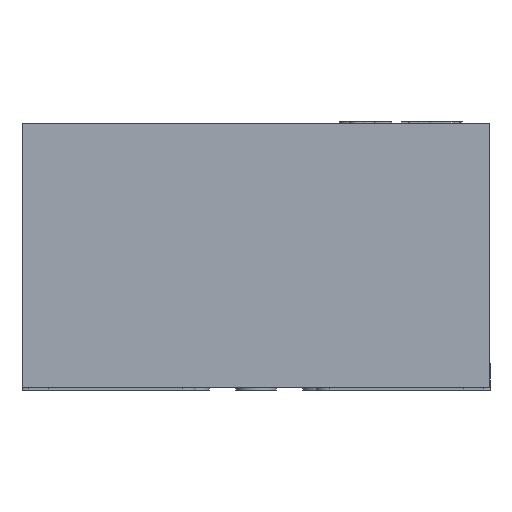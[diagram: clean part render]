
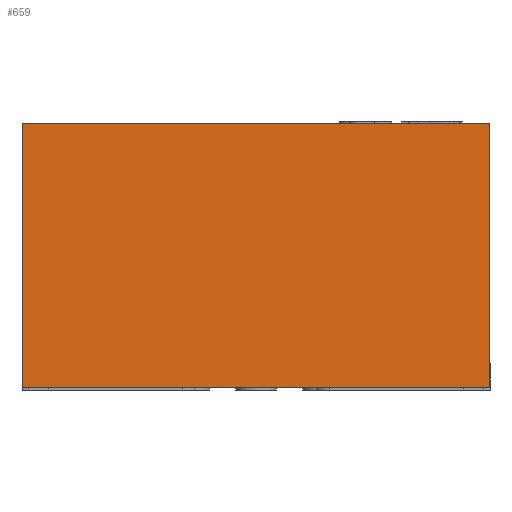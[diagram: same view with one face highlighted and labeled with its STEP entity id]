
A CAD part, front view. The second image highlights one B-rep face of the part: STEP entity #659.
In plain terms, the highlighted planar face has unit normal (0, -1, 0).
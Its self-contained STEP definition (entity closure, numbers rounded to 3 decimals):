
#188 = CARTESIAN_POINT ( 'NONE',  ( -1.75, -2.25, 1.98 ) ) ;
#659 = ADVANCED_FACE ( 'NONE', ( #18835 ), #6978, .F. ) ;
#776 = EDGE_CURVE ( 'NONE', #14388, #6190, #6115, .T. ) ;
#1022 = VECTOR ( 'NONE', #1716, 1000. ) ;
#1294 = VECTOR ( 'NONE', #13570, 1000. ) ;
#1716 = DIRECTION ( 'NONE',  ( 0., 0., -1. ) ) ;
#3030 = LINE ( 'NONE', #18037, #1022 ) ;
#3040 = LINE ( 'NONE', #188, #1294 ) ;
#3318 = VECTOR ( 'NONE', #16953, 1000. ) ;
#3594 = EDGE_LOOP ( 'NONE', ( #15903, #14619, #6388, #14616 ) ) ;
#4328 = CARTESIAN_POINT ( 'NONE',  ( -1.75, -2.25, 1.98 ) ) ;
#4715 = CARTESIAN_POINT ( 'NONE',  ( 1.75, -2.25, 0. ) ) ;
#5539 = EDGE_CURVE ( 'NONE', #14319, #13847, #18563, .T. ) ;
#6115 = LINE ( 'NONE', #11933, #6827 ) ;
#6190 = VERTEX_POINT ( 'NONE', #4715 ) ;
#6388 = ORIENTED_EDGE ( 'NONE', *, *, #5539, .F. ) ;
#6610 = CARTESIAN_POINT ( 'NONE',  ( -1.75, -2.25, 0. ) ) ;
#6827 = VECTOR ( 'NONE', #10590, 1000. ) ;
#6978 = PLANE ( 'NONE',  #18806 ) ;
#10590 = DIRECTION ( 'NONE',  ( 1., 0., 0. ) ) ;
#11303 = EDGE_CURVE ( 'NONE', #14319, #14388, #3040, .T. ) ;
#11366 = DIRECTION ( 'NONE',  ( 0., 1., 0. ) ) ;
#11933 = CARTESIAN_POINT ( 'NONE',  ( 1.75, -2.25, 0. ) ) ;
#13117 = CARTESIAN_POINT ( 'NONE',  ( 1.75, -2.25, 1.98 ) ) ;
#13570 = DIRECTION ( 'NONE',  ( 0., 0., -1. ) ) ;
#13847 = VERTEX_POINT ( 'NONE', #17494 ) ;
#14319 = VERTEX_POINT ( 'NONE', #4328 ) ;
#14388 = VERTEX_POINT ( 'NONE', #6610 ) ;
#14616 = ORIENTED_EDGE ( 'NONE', *, *, #11303, .T. ) ;
#14619 = ORIENTED_EDGE ( 'NONE', *, *, #18270, .F. ) ;
#15903 = ORIENTED_EDGE ( 'NONE', *, *, #776, .T. ) ;
#16764 = CARTESIAN_POINT ( 'NONE',  ( 1.75, -2.25, 1.98 ) ) ;
#16953 = DIRECTION ( 'NONE',  ( 1., 0., 0. ) ) ;
#17494 = CARTESIAN_POINT ( 'NONE',  ( 1.75, -2.25, 1.98 ) ) ;
#18037 = CARTESIAN_POINT ( 'NONE',  ( 1.75, -2.25, 1.98 ) ) ;
#18270 = EDGE_CURVE ( 'NONE', #13847, #6190, #3030, .T. ) ;
#18549 = DIRECTION ( 'NONE',  ( 0., 0., -1. ) ) ;
#18563 = LINE ( 'NONE', #16764, #3318 ) ;
#18806 = AXIS2_PLACEMENT_3D ( 'NONE', #13117, #11366, #18549 ) ;
#18835 = FACE_OUTER_BOUND ( 'NONE', #3594, .T. ) ;
